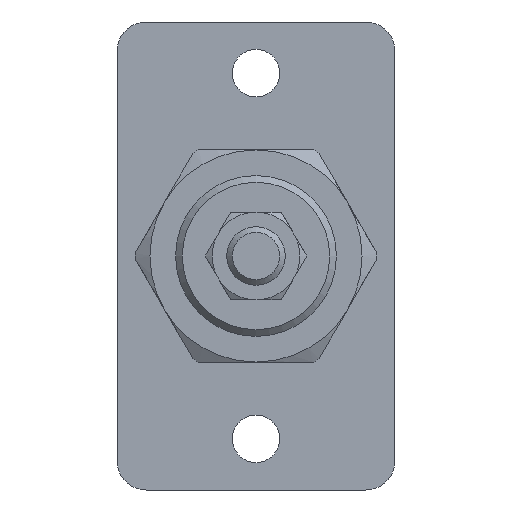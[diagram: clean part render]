
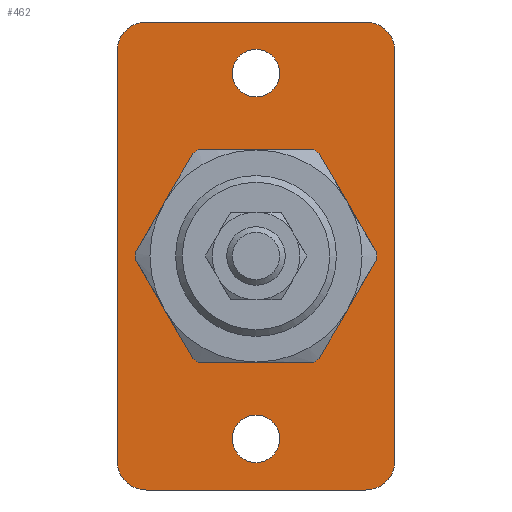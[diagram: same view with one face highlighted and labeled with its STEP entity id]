
A CAD part, left-side view. The second image highlights one B-rep face of the part: STEP entity #462.
In plain terms, the highlighted face is planar.
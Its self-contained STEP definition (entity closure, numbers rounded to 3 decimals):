
#462 = ADVANCED_FACE( '', ( #958, #959, #960, #961 ), #962, .T. );
#958 = FACE_BOUND( '', #1545, .T. );
#959 = FACE_BOUND( '', #1546, .T. );
#960 = FACE_BOUND( '', #1547, .T. );
#961 = FACE_OUTER_BOUND( '', #1548, .T. );
#962 = PLANE( '', #1549 );
#1545 = EDGE_LOOP( '', ( #2469 ) );
#1546 = EDGE_LOOP( '', ( #2470 ) );
#1547 = EDGE_LOOP( '', ( #2471 ) );
#1548 = EDGE_LOOP( '', ( #2472, #2473, #2474, #2475, #2476, #2477, #2478, #2479 ) );
#1549 = AXIS2_PLACEMENT_3D( '', #2480, #2481, #2482 );
#2469 = ORIENTED_EDGE( '', *, *, #3618, .F. );
#2470 = ORIENTED_EDGE( '', *, *, #3619, .F. );
#2471 = ORIENTED_EDGE( '', *, *, #3575, .F. );
#2472 = ORIENTED_EDGE( '', *, *, #3454, .T. );
#2473 = ORIENTED_EDGE( '', *, *, #3325, .T. );
#2474 = ORIENTED_EDGE( '', *, *, #3432, .T. );
#2475 = ORIENTED_EDGE( '', *, *, #3620, .T. );
#2476 = ORIENTED_EDGE( '', *, *, #3621, .T. );
#2477 = ORIENTED_EDGE( '', *, *, #3622, .T. );
#2478 = ORIENTED_EDGE( '', *, *, #3598, .T. );
#2479 = ORIENTED_EDGE( '', *, *, #3419, .T. );
#2480 = CARTESIAN_POINT( '', ( -15., 28., 0. ) );
#2481 = DIRECTION( '', ( 0., 0., 1. ) );
#2482 = DIRECTION( '', ( 1., 0., 0. ) );
#3325 = EDGE_CURVE( '', #3880, #3881, #3882, .T. );
#3419 = EDGE_CURVE( '', #4040, #4041, #4042, .T. );
#3432 = EDGE_CURVE( '', #3881, #4063, #4064, .T. );
#3454 = EDGE_CURVE( '', #4041, #3880, #4099, .T. );
#3575 = EDGE_CURVE( '', #4294, #4294, #4295, .T. );
#3598 = EDGE_CURVE( '', #4329, #4040, #4330, .T. );
#3618 = EDGE_CURVE( '', #4357, #4357, #4358, .T. );
#3619 = EDGE_CURVE( '', #4359, #4359, #4360, .T. );
#3620 = EDGE_CURVE( '', #4063, #4361, #4362, .T. );
#3621 = EDGE_CURVE( '', #4361, #4363, #4364, .T. );
#3622 = EDGE_CURVE( '', #4363, #4329, #4365, .T. );
#3880 = VERTEX_POINT( '', #4681 );
#3881 = VERTEX_POINT( '', #4682 );
#3882 = LINE( '', #4683, #4684 );
#4040 = VERTEX_POINT( '', #5003 );
#4041 = VERTEX_POINT( '', #5004 );
#4042 = LINE( '', #5005, #5006 );
#4063 = VERTEX_POINT( '', #5042 );
#4064 = CIRCLE( '', #5043, 4. );
#4099 = CIRCLE( '', #5096, 4. );
#4294 = VERTEX_POINT( '', #5406 );
#4295 = CIRCLE( '', #5407, 3.25 );
#4329 = VERTEX_POINT( '', #5464 );
#4330 = CIRCLE( '', #5465, 4. );
#4357 = VERTEX_POINT( '', #5500 );
#4358 = CIRCLE( '', #5501, 11.1 );
#4359 = VERTEX_POINT( '', #5502 );
#4360 = CIRCLE( '', #5503, 3.25 );
#4361 = VERTEX_POINT( '', #5504 );
#4362 = LINE( '', #5505, #5506 );
#4363 = VERTEX_POINT( '', #5507 );
#4364 = CIRCLE( '', #5508, 4. );
#4365 = LINE( '', #5509, #5510 );
#4681 = CARTESIAN_POINT( '', ( -19., 28., 0. ) );
#4682 = CARTESIAN_POINT( '', ( -19., -28., 0. ) );
#4683 = CARTESIAN_POINT( '', ( -19., 28., 0. ) );
#4684 = VECTOR( '', #6009, 1000. );
#5003 = CARTESIAN_POINT( '', ( 15., 32., 0. ) );
#5004 = CARTESIAN_POINT( '', ( -15., 32., 0. ) );
#5005 = CARTESIAN_POINT( '', ( 15., 32., 0. ) );
#5006 = VECTOR( '', #6133, 1000. );
#5042 = CARTESIAN_POINT( '', ( -15., -32., 0. ) );
#5043 = AXIS2_PLACEMENT_3D( '', #6149, #6150, #6151 );
#5096 = AXIS2_PLACEMENT_3D( '', #6181, #6182, #6183 );
#5406 = CARTESIAN_POINT( '', ( 3.25, -25., 0. ) );
#5407 = AXIS2_PLACEMENT_3D( '', #6331, #6332, #6333 );
#5464 = CARTESIAN_POINT( '', ( 19., 28., 0. ) );
#5465 = AXIS2_PLACEMENT_3D( '', #6359, #6360, #6361 );
#5500 = CARTESIAN_POINT( '', ( 11.1, 0., 0. ) );
#5501 = AXIS2_PLACEMENT_3D( '', #6385, #6386, #6387 );
#5502 = CARTESIAN_POINT( '', ( 3.25, 25., 0. ) );
#5503 = AXIS2_PLACEMENT_3D( '', #6388, #6389, #6390 );
#5504 = CARTESIAN_POINT( '', ( 15., -32., 0. ) );
#5505 = CARTESIAN_POINT( '', ( -15., -32., 0. ) );
#5506 = VECTOR( '', #6391, 1000. );
#5507 = CARTESIAN_POINT( '', ( 19., -28., 0. ) );
#5508 = AXIS2_PLACEMENT_3D( '', #6392, #6393, #6394 );
#5509 = CARTESIAN_POINT( '', ( 19., -28., 0. ) );
#5510 = VECTOR( '', #6395, 1000. );
#6009 = DIRECTION( '', ( 0., -1., 0. ) );
#6133 = DIRECTION( '', ( -1., 0., 0. ) );
#6149 = CARTESIAN_POINT( '', ( -15., -28., 0. ) );
#6150 = DIRECTION( '', ( 0., 0., 1. ) );
#6151 = DIRECTION( '', ( 1., 0., 0. ) );
#6181 = CARTESIAN_POINT( '', ( -15., 28., 0. ) );
#6182 = DIRECTION( '', ( 0., 0., 1. ) );
#6183 = DIRECTION( '', ( 1., 0., 0. ) );
#6331 = CARTESIAN_POINT( '', ( 0., -25., 0. ) );
#6332 = DIRECTION( '', ( 0., 0., 1. ) );
#6333 = DIRECTION( '', ( 1., 0., 0. ) );
#6359 = CARTESIAN_POINT( '', ( 15., 28., 0. ) );
#6360 = DIRECTION( '', ( 0., 0., 1. ) );
#6361 = DIRECTION( '', ( 1., 0., 0. ) );
#6385 = CARTESIAN_POINT( '', ( 0., 0., 0. ) );
#6386 = DIRECTION( '', ( 0., 0., 1. ) );
#6387 = DIRECTION( '', ( 1., 0., 0. ) );
#6388 = CARTESIAN_POINT( '', ( 0., 25., 0. ) );
#6389 = DIRECTION( '', ( 0., 0., 1. ) );
#6390 = DIRECTION( '', ( 1., 0., 0. ) );
#6391 = DIRECTION( '', ( 1., 0., 0. ) );
#6392 = CARTESIAN_POINT( '', ( 15., -28., 0. ) );
#6393 = DIRECTION( '', ( 0., 0., 1. ) );
#6394 = DIRECTION( '', ( 1., 0., 0. ) );
#6395 = DIRECTION( '', ( 0., 1., 0. ) );
